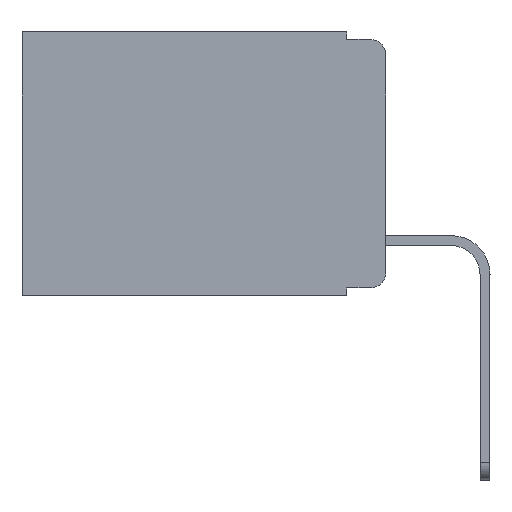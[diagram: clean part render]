
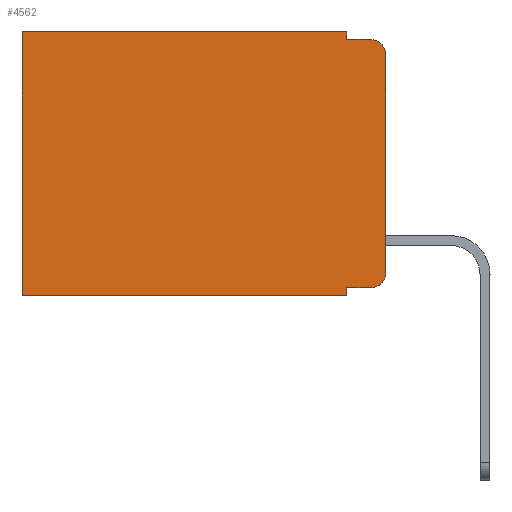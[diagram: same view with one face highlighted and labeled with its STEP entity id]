
A CAD part, left-side view. The second image highlights one B-rep face of the part: STEP entity #4562.
In plain terms, the highlighted planar face has unit normal (-1, 0, 0).
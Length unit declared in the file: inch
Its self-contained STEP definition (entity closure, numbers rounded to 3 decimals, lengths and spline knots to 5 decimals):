
#11 = DIRECTION ( 'NONE',  ( 1., 0., 0. ) ) ;
#108 = VERTEX_POINT ( 'NONE', #16069 ) ;
#766 = CARTESIAN_POINT ( 'NONE',  ( 0.298, 0.051, 0. ) ) ;
#907 = DIRECTION ( 'NONE',  ( 0., 0., -1. ) ) ;
#995 = CARTESIAN_POINT ( 'NONE',  ( 0.298, 0.051, -0.01 ) ) ;
#1474 = CARTESIAN_POINT ( 'NONE',  ( 0.298, 0., 0. ) ) ;
#1606 = ORIENTED_EDGE ( 'NONE', *, *, #9302, .T. ) ;
#2209 = DIRECTION ( 'NONE',  ( 0., 0., -1. ) ) ;
#2271 = CARTESIAN_POINT ( 'NONE',  ( 0.298, 0.051, 0. ) ) ;
#2451 = ORIENTED_EDGE ( 'NONE', *, *, #4313, .T. ) ;
#2469 = PLANE ( 'NONE',  #11838 ) ;
#2744 = VERTEX_POINT ( 'NONE', #10997 ) ;
#2858 = ORIENTED_EDGE ( 'NONE', *, *, #15130, .T. ) ;
#2896 = LINE ( 'NONE', #6674, #9926 ) ;
#3414 = DIRECTION ( 'NONE',  ( 0., 0., -1. ) ) ;
#3470 = CARTESIAN_POINT ( 'NONE',  ( 0.298, 0., -0.313 ) ) ;
#3798 = EDGE_CURVE ( 'NONE', #6315, #9878, #10027, .T. ) ;
#4029 = DIRECTION ( 'NONE',  ( -1., 0., 0. ) ) ;
#4258 = VECTOR ( 'NONE', #13664, 39.37008 ) ;
#4313 = EDGE_CURVE ( 'NONE', #9048, #2744, #10307, .T. ) ;
#4393 = VERTEX_POINT ( 'NONE', #995 ) ;
#4562 = ADVANCED_FACE ( 'NONE', ( #16285 ), #2469, .F. ) ;
#4745 = VECTOR ( 'NONE', #3414, 39.37008 ) ;
#4853 = ORIENTED_EDGE ( 'NONE', *, *, #11743, .F. ) ;
#5218 = EDGE_CURVE ( 'NONE', #2744, #108, #8965, .T. ) ;
#5255 = VECTOR ( 'NONE', #2209, 39.37008 ) ;
#5438 = LINE ( 'NONE', #17990, #5880 ) ;
#5880 = VECTOR ( 'NONE', #9546, 39.37008 ) ;
#5917 = VERTEX_POINT ( 'NONE', #10794 ) ;
#6008 = LINE ( 'NONE', #12233, #4258 ) ;
#6203 = VECTOR ( 'NONE', #907, 39.37008 ) ;
#6270 = VERTEX_POINT ( 'NONE', #3470 ) ;
#6315 = VERTEX_POINT ( 'NONE', #10774 ) ;
#6674 = CARTESIAN_POINT ( 'NONE',  ( 0.298, 0.051, -0.333 ) ) ;
#7064 = DIRECTION ( 'NONE',  ( 0., 0., -1. ) ) ;
#7218 = CARTESIAN_POINT ( 'NONE',  ( 0.298, 0.02, -0.313 ) ) ;
#7263 = ORIENTED_EDGE ( 'NONE', *, *, #14529, .F. ) ;
#7298 = VERTEX_POINT ( 'NONE', #11084 ) ;
#7847 = ORIENTED_EDGE ( 'NONE', *, *, #5218, .T. ) ;
#8432 = DIRECTION ( 'NONE',  ( 0., -1., 0. ) ) ;
#8512 = AXIS2_PLACEMENT_3D ( 'NONE', #7218, #11480, #8688 ) ;
#8688 = DIRECTION ( 'NONE',  ( 0., 0., -1. ) ) ;
#8938 = CARTESIAN_POINT ( 'NONE',  ( 0.298, 0.02, -0.333 ) ) ;
#8965 = LINE ( 'NONE', #14837, #5255 ) ;
#9048 = VERTEX_POINT ( 'NONE', #2271 ) ;
#9156 = CARTESIAN_POINT ( 'NONE',  ( 0.298, 0., 0. ) ) ;
#9302 = EDGE_CURVE ( 'NONE', #13053, #6270, #9534, .T. ) ;
#9418 = CARTESIAN_POINT ( 'NONE',  ( 0.298, 0.02, -0.03 ) ) ;
#9534 = CIRCLE ( 'NONE', #8512, 0.02 ) ;
#9546 = DIRECTION ( 'NONE',  ( 0., 0., -1. ) ) ;
#9878 = VERTEX_POINT ( 'NONE', #10526 ) ;
#9926 = VECTOR ( 'NONE', #8432, 39.37008 ) ;
#10027 = CIRCLE ( 'NONE', #15603, 0.02 ) ;
#10161 = LINE ( 'NONE', #17813, #6203 ) ;
#10273 = ORIENTED_EDGE ( 'NONE', *, *, #3798, .T. ) ;
#10307 = LINE ( 'NONE', #9156, #17605 ) ;
#10526 = CARTESIAN_POINT ( 'NONE',  ( 0.298, 0.02, -0.01 ) ) ;
#10774 = CARTESIAN_POINT ( 'NONE',  ( 0.298, 0., -0.03 ) ) ;
#10794 = CARTESIAN_POINT ( 'NONE',  ( 0.298, 0.051, -0.343 ) ) ;
#10997 = CARTESIAN_POINT ( 'NONE',  ( 0.298, 0.473, 0. ) ) ;
#11084 = CARTESIAN_POINT ( 'NONE',  ( 0.298, 0.051, -0.333 ) ) ;
#11306 = EDGE_CURVE ( 'NONE', #7298, #5917, #5438, .T. ) ;
#11480 = DIRECTION ( 'NONE',  ( -1., 0., 0. ) ) ;
#11743 = EDGE_CURVE ( 'NONE', #4393, #9878, #17757, .T. ) ;
#11838 = AXIS2_PLACEMENT_3D ( 'NONE', #1474, #11, #7064 ) ;
#12233 = CARTESIAN_POINT ( 'NONE',  ( 0.298, 0., -0.343 ) ) ;
#12327 = DIRECTION ( 'NONE',  ( 0., 0., -1. ) ) ;
#12473 = VECTOR ( 'NONE', #14548, 39.37008 ) ;
#12995 = ORIENTED_EDGE ( 'NONE', *, *, #17111, .F. ) ;
#13053 = VERTEX_POINT ( 'NONE', #8938 ) ;
#13176 = DIRECTION ( 'NONE',  ( 0., 1., 0. ) ) ;
#13664 = DIRECTION ( 'NONE',  ( 0., 1., 0. ) ) ;
#14053 = ORIENTED_EDGE ( 'NONE', *, *, #15012, .F. ) ;
#14529 = EDGE_CURVE ( 'NONE', #5917, #108, #6008, .T. ) ;
#14548 = DIRECTION ( 'NONE',  ( 0., -1., 0. ) ) ;
#14794 = CARTESIAN_POINT ( 'NONE',  ( 0.298, 0.051, -0.01 ) ) ;
#14837 = CARTESIAN_POINT ( 'NONE',  ( 0.298, 0.473, 0. ) ) ;
#15012 = EDGE_CURVE ( 'NONE', #6315, #6270, #10161, .T. ) ;
#15130 = EDGE_CURVE ( 'NONE', #7298, #13053, #2896, .T. ) ;
#15277 = EDGE_LOOP ( 'NONE', ( #14053, #10273, #4853, #12995, #2451, #7847, #7263, #16380, #2858, #1606 ) ) ;
#15603 = AXIS2_PLACEMENT_3D ( 'NONE', #9418, #4029, #12327 ) ;
#16069 = CARTESIAN_POINT ( 'NONE',  ( 0.298, 0.473, -0.343 ) ) ;
#16285 = FACE_OUTER_BOUND ( 'NONE', #15277, .T. ) ;
#16380 = ORIENTED_EDGE ( 'NONE', *, *, #11306, .F. ) ;
#17111 = EDGE_CURVE ( 'NONE', #9048, #4393, #17516, .T. ) ;
#17516 = LINE ( 'NONE', #766, #4745 ) ;
#17605 = VECTOR ( 'NONE', #13176, 39.37008 ) ;
#17757 = LINE ( 'NONE', #14794, #12473 ) ;
#17813 = CARTESIAN_POINT ( 'NONE',  ( 0.298, 0., 0. ) ) ;
#17990 = CARTESIAN_POINT ( 'NONE',  ( 0.298, 0.051, 0. ) ) ;
